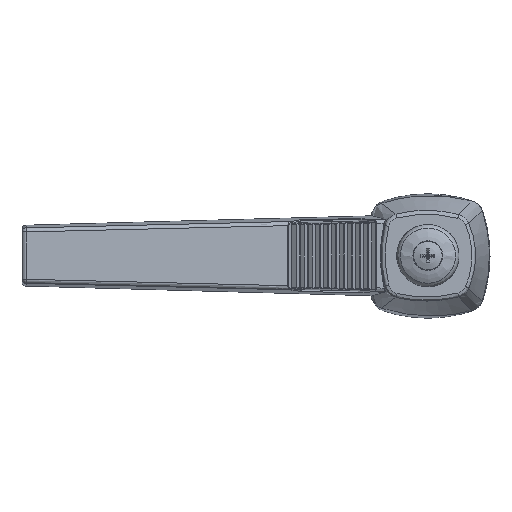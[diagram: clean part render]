
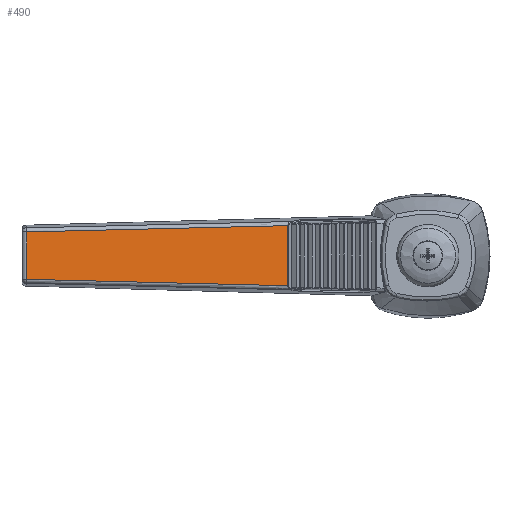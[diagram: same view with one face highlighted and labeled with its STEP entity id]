
A CAD part, top view. The second image highlights one B-rep face of the part: STEP entity #490.
In plain terms, the highlighted planar face has unit normal (0.167, 0, 0.986).
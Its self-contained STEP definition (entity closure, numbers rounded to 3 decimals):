
#490 = ADVANCED_FACE( '', ( #1235 ), #1236, .T. );
#1235 = FACE_OUTER_BOUND( '', #3683, .T. );
#1236 = PLANE( '', #3684 );
#3683 = EDGE_LOOP( '', ( #10054, #10055, #10056, #10057 ) );
#3684 = AXIS2_PLACEMENT_3D( '', #10058, #10059, #10060 );
#10054 = ORIENTED_EDGE( '', *, *, #12178, .T. );
#10055 = ORIENTED_EDGE( '', *, *, #12179, .T. );
#10056 = ORIENTED_EDGE( '', *, *, #12180, .T. );
#10057 = ORIENTED_EDGE( '', *, *, #12181, .T. );
#10058 = CARTESIAN_POINT( '', ( -7.346, 9., 38.229 ) );
#10059 = DIRECTION( '', ( 0.167, 0., 0.986 ) );
#10060 = DIRECTION( '', ( 0.986, 0., -0.167 ) );
#12178 = EDGE_CURVE( '', #13447, #13241, #13448, .T. );
#12179 = EDGE_CURVE( '', #13241, #13449, #13450, .T. );
#12180 = EDGE_CURVE( '', #13449, #13451, #13452, .T. );
#12181 = EDGE_CURVE( '', #13451, #13447, #13453, .F. );
#13241 = VERTEX_POINT( '', #15417 );
#13447 = VERTEX_POINT( '', #15906 );
#13448 = B_SPLINE_CURVE_WITH_KNOTS( '', 3, ( #15907, #15908, #15909, #15910, #15911, #15912, #15913, #15914 ), .UNSPECIFIED., .F., .F., ( 4, 2, 2, 4 ), ( 0., 0.016, 0.033, 0.066 ), .UNSPECIFIED. );
#13449 = VERTEX_POINT( '', #15915 );
#13450 = LINE( '', #15916, #15917 );
#13451 = VERTEX_POINT( '', #15918 );
#13452 = B_SPLINE_CURVE_WITH_KNOTS( '', 3, ( #15919, #15920, #15921, #15922, #15923, #15924, #15925, #15926 ), .UNSPECIFIED., .F., .F., ( 4, 2, 2, 4 ), ( 0., 0.033, 0.049, 0.066 ), .UNSPECIFIED. );
#13453 = LINE( '', #15927, #15928 );
#15417 = CARTESIAN_POINT( '', ( -34.597, -7.427, 42.85 ) );
#15906 = CARTESIAN_POINT( '', ( -99.183, -5.857, 53.802 ) );
#15907 = CARTESIAN_POINT( '', ( -99.183, -5.857, 53.802 ) );
#15908 = CARTESIAN_POINT( '', ( -93.801, -5.986, 52.889 ) );
#15909 = CARTESIAN_POINT( '', ( -88.418, -6.116, 51.977 ) );
#15910 = CARTESIAN_POINT( '', ( -77.654, -6.377, 50.151 ) );
#15911 = CARTESIAN_POINT( '', ( -72.272, -6.508, 49.239 ) );
#15912 = CARTESIAN_POINT( '', ( -56.125, -6.901, 46.501 ) );
#15913 = CARTESIAN_POINT( '', ( -45.361, -7.163, 44.675 ) );
#15914 = CARTESIAN_POINT( '', ( -34.597, -7.427, 42.85 ) );
#15915 = CARTESIAN_POINT( '', ( -34.597, 7.427, 42.85 ) );
#15916 = CARTESIAN_POINT( '', ( -34.597, 9., 42.85 ) );
#15917 = VECTOR( '', #18844, 1000. );
#15918 = CARTESIAN_POINT( '', ( -99.183, 5.857, 53.802 ) );
#15919 = CARTESIAN_POINT( '', ( -34.597, 7.427, 42.85 ) );
#15920 = CARTESIAN_POINT( '', ( -45.361, 7.163, 44.675 ) );
#15921 = CARTESIAN_POINT( '', ( -56.125, 6.901, 46.501 ) );
#15922 = CARTESIAN_POINT( '', ( -72.272, 6.508, 49.239 ) );
#15923 = CARTESIAN_POINT( '', ( -77.654, 6.377, 50.151 ) );
#15924 = CARTESIAN_POINT( '', ( -88.418, 6.116, 51.977 ) );
#15925 = CARTESIAN_POINT( '', ( -93.801, 5.986, 52.889 ) );
#15926 = CARTESIAN_POINT( '', ( -99.183, 5.857, 53.802 ) );
#15927 = CARTESIAN_POINT( '', ( -99.183, -6.7, 53.802 ) );
#15928 = VECTOR( '', #18845, 1000. );
#18844 = DIRECTION( '', ( 0., 1., 0. ) );
#18845 = DIRECTION( '', ( 0., 1., 0. ) );
